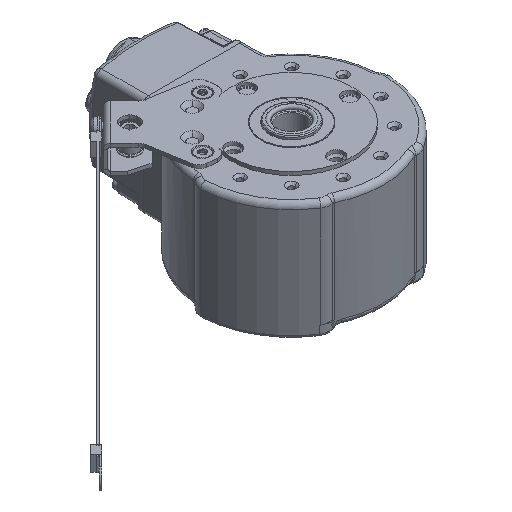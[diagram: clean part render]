
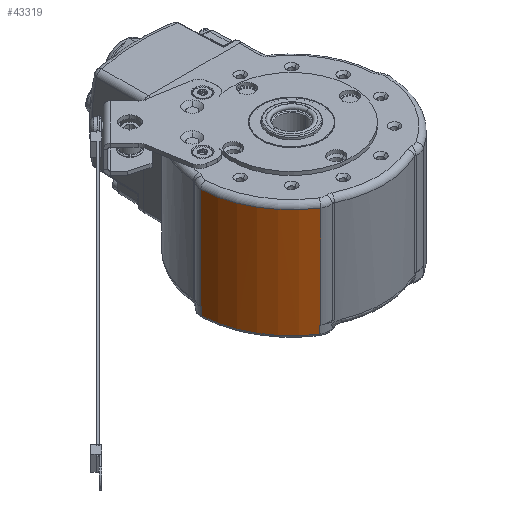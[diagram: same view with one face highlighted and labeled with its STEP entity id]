
A CAD part, isometric view. The second image highlights one B-rep face of the part: STEP entity #43319.
In plain terms, the highlighted cylindrical face has radius 55 mm (diameter 110 mm), a partial arc.
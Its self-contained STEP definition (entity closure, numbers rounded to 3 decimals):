
#14261=DIRECTION('',(0.,0.,-1.));
#14262=VECTOR('',#14261,58.5);
#14263=CARTESIAN_POINT('',(-54.944,-2.477,8.3));
#14264=LINE('',#14263,#14262);
#14270=CARTESIAN_POINT('',(0.,0.,8.3));
#14271=DIRECTION('',(0.,0.,-1.));
#14272=DIRECTION('',(-0.538,-0.843,0.));
#14273=AXIS2_PLACEMENT_3D('',#14270,#14271,#14272);
#14275=DIRECTION('',(0.,0.,-1.));
#14276=VECTOR('',#14275,4.5);
#14277=CARTESIAN_POINT('',(-30.051,-46.064,-50.2));
#14278=LINE('',#14277,#14276);
#14279=CARTESIAN_POINT('',(0.,0.,-54.7));
#14280=DIRECTION('',(0.,0.,-1.));
#14281=DIRECTION('',(-0.546,-0.838,0.));
#14282=AXIS2_PLACEMENT_3D('',#14279,#14280,#14281);
#14284=DIRECTION('',(0.,0.,-1.));
#14285=VECTOR('',#14284,4.5);
#14286=CARTESIAN_POINT('',(-54.918,-2.993,-50.2));
#14287=LINE('',#14286,#14285);
#15157=CARTESIAN_POINT('',(0.,0.,-50.2));
#15158=DIRECTION('',(0.,0.,1.));
#15159=DIRECTION('',(-0.999,-0.045,0.));
#15160=AXIS2_PLACEMENT_3D('',#15157,#15158,#15159);
#15768=CARTESIAN_POINT('',(0.,0.,-50.2));
#15769=DIRECTION('',(0.,0.,1.));
#15770=DIRECTION('',(-0.546,-0.838,0.));
#15771=AXIS2_PLACEMENT_3D('',#15768,#15769,#15770);
#15778=DIRECTION('',(0.,0.,1.));
#15779=VECTOR('',#15778,58.5);
#15780=CARTESIAN_POINT('',(-29.617,-46.345,-50.2));
#15781=LINE('',#15780,#15779);
#31492=CARTESIAN_POINT('',(-30.051,-46.064,-54.7));
#31493=CARTESIAN_POINT('',(-54.918,-2.993,-54.7));
#31494=VERTEX_POINT('',#31492);
#31495=VERTEX_POINT('',#31493);
#33415=CARTESIAN_POINT('',(-29.617,-46.345,8.3));
#33416=CARTESIAN_POINT('',(-54.944,-2.477,8.3));
#33417=VERTEX_POINT('',#33415);
#33418=VERTEX_POINT('',#33416);
#33912=CARTESIAN_POINT('',(-29.617,-46.345,-50.2));
#33914=VERTEX_POINT('',#33912);
#33915=CARTESIAN_POINT('',(-54.944,-2.477,-50.2));
#33917=VERTEX_POINT('',#33915);
#33953=CARTESIAN_POINT('',(-54.918,-2.993,-50.2));
#33954=VERTEX_POINT('',#33953);
#33955=CARTESIAN_POINT('',(-30.051,-46.064,-50.2));
#33956=VERTEX_POINT('',#33955);
#43297=CARTESIAN_POINT('',(0.,0.,-56.2));
#43298=DIRECTION('',(0.,0.,1.));
#43299=DIRECTION('',(1.,0.,0.));
#43300=AXIS2_PLACEMENT_3D('',#43297,#43298,#43299);
#43301=CYLINDRICAL_SURFACE('',#43300,55.);
#43302=ORIENTED_EDGE('',*,*,#43280,.F.);
#43304=ORIENTED_EDGE('',*,*,#43303,.F.);
#43306=ORIENTED_EDGE('',*,*,#43305,.F.);
#43308=ORIENTED_EDGE('',*,*,#43307,.F.);
#43310=ORIENTED_EDGE('',*,*,#43309,.T.);
#43312=ORIENTED_EDGE('',*,*,#43311,.T.);
#43314=ORIENTED_EDGE('',*,*,#43313,.F.);
#43316=ORIENTED_EDGE('',*,*,#43315,.F.);
#43317=EDGE_LOOP('',(#43302,#43304,#43306,#43308,#43310,#43312,#43314,#43316));
#43318=FACE_OUTER_BOUND('',#43317,.F.);
#14274=CIRCLE('',#14273,55.);
#14283=CIRCLE('',#14282,55.);
#15161=CIRCLE('',#15160,55.);
#15772=CIRCLE('',#15771,55.);
#43280=EDGE_CURVE('',#33418,#33917,#14264,.T.);
#43303=EDGE_CURVE('',#33417,#33418,#14274,.T.);
#43305=EDGE_CURVE('',#33914,#33417,#15781,.T.);
#43307=EDGE_CURVE('',#33956,#33914,#15772,.T.);
#43309=EDGE_CURVE('',#33956,#31494,#14278,.T.);
#43311=EDGE_CURVE('',#31494,#31495,#14283,.T.);
#43313=EDGE_CURVE('',#33954,#31495,#14287,.T.);
#43315=EDGE_CURVE('',#33917,#33954,#15161,.T.);
#43319=ADVANCED_FACE('',(#43318),#43301,.T.);
